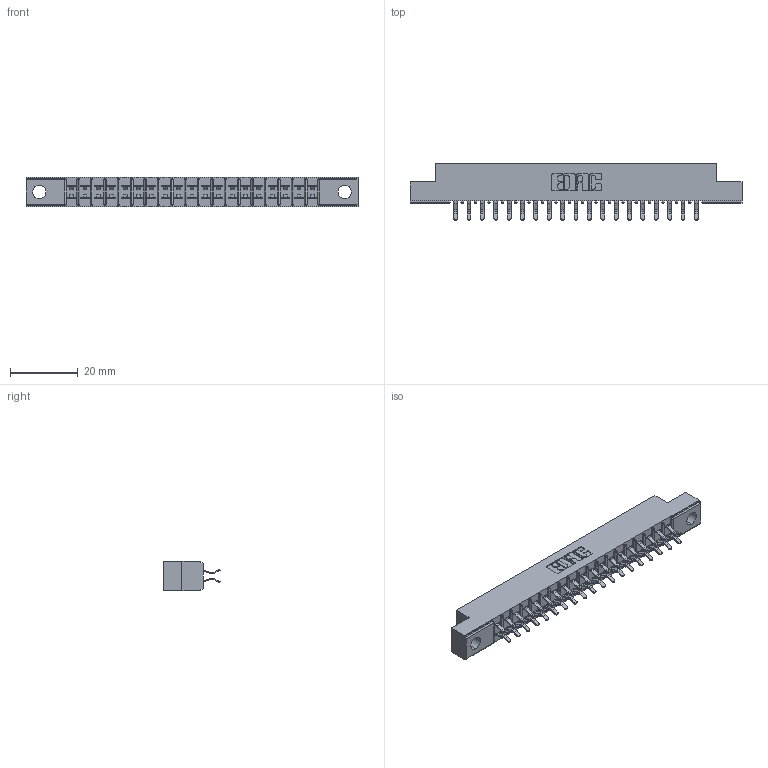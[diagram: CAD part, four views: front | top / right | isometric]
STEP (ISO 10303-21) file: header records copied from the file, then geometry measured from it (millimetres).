
FILE_DESCRIPTION (( 'STEP AP203' ), '1' );
FILE_NAME ('355-038-556-204.STEP', '2019-09-11T10:50:39', ( '' ), ( '' ), 'SwSTEP 2.0', 'SolidWorks 2016', '' );
FILE_SCHEMA (( 'CONFIG_CONTROL_DESIGN' ));
Length unit declared in the file: inch
Products named in the file (3): 355-038-556-204; 305-290-001_556; 305 Part_.156 Dia
Assembly tree (39 placements, depth 2):
  355-038-556-204
    305 Part_.156 Dia
    305-290-001_556  x38
Bounding box: 98.3 x 16.64 x 8.71 mm (x, y, z)
Volume: 6053.8 mm3; surface area: 11181.9 mm2
Topology: 39 solids, 39 shells, 2258 faces, 6489 edges, 4222 vertices
Faces by surface type: plane 1260, cylinder 922, sphere 76
Entity records: 24012 total; most frequent: CARTESIAN_POINT 3981, ORIENTED_EDGE 3946, DIRECTION 3865, EDGE_CURVE 1973, LINE 1573, VECTOR 1573, VERTEX_POINT 1262, AXIS2_PLACEMENT_3D 1146
